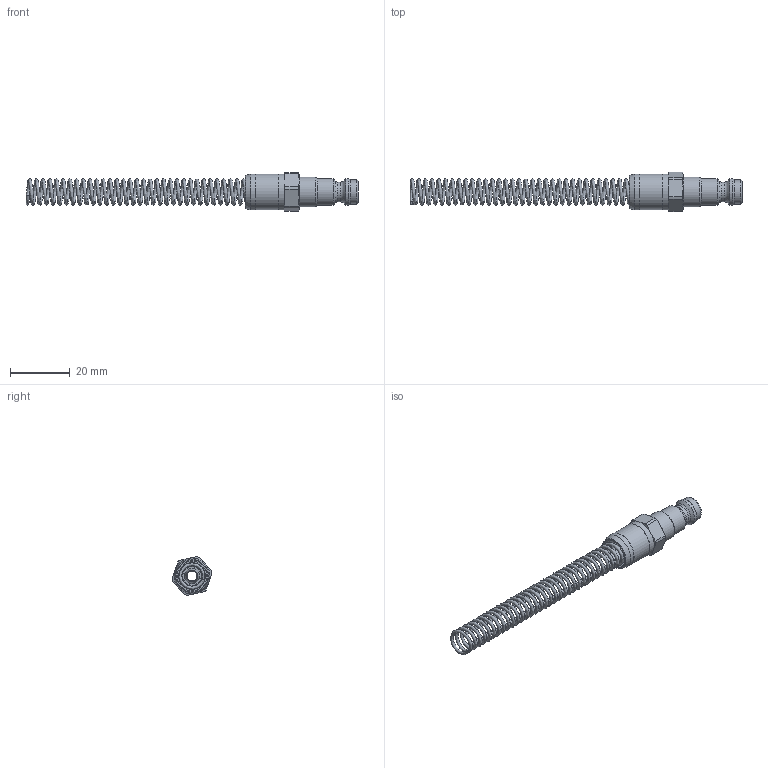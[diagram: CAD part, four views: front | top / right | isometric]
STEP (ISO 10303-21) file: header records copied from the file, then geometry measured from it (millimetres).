
FILE_DESCRIPTION((''),'2;1');
FILE_NAME('21sfkk06mxn.stp','2013-04-12T10:27:15',('IA176480'),(''),'Autodesk Inventor 2011','Autodesk Inventor 2011','');
FILE_SCHEMA(('AUTOMOTIVE_DESIGN { 1 0 10303 214 1 1 1 1 }'));
Length unit declared in the file: millimetre
Products named in the file (5): D106320; D106317; D106321; D104659; D104651
Assembly tree (4 placements, depth 3):
  D106320
    D106317
    D106321
      D104659
      D104651
Bounding box: 111.05 x 13.26 x 12.98 mm (x, y, z)
Volume: 2748.6 mm3; surface area: 5608.6 mm2
Topology: 3 solids, 3 shells, 69 faces, 137 edges, 79 vertices
Faces by surface type: cylinder 21, cone 20, plane 17, torus 10, bspline 1
Full cylindrical faces by diameter (mm): 3.3 x1, 4.75 x1, 5 x1, 6.25 x1, 6.65 x1, 8.1 x1, 8.6 x1, 9 x2, 10 x3, 11.9 x1, 12 x2
Entity records: 9190 total; most frequent: CARTESIAN_POINT 7769, DIRECTION 300, ORIENTED_EDGE 208, AXIS2_PLACEMENT_3D 144, EDGE_LOOP 111, EDGE_CURVE 104, VERTEX_POINT 79, FACE_OUTER_BOUND 69
